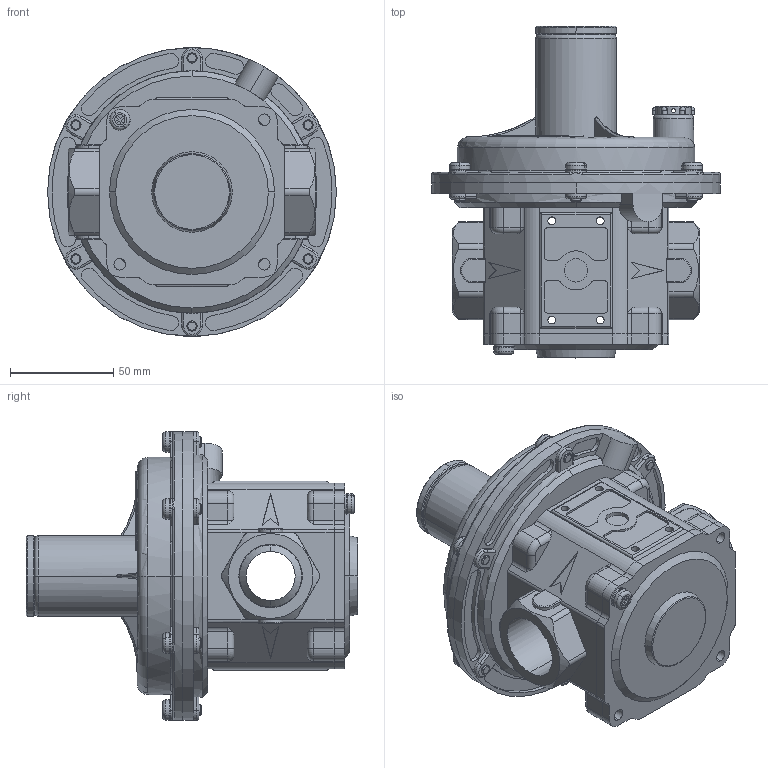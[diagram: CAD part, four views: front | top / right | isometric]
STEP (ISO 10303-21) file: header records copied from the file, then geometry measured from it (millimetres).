
FILE_DESCRIPTION (( 'STEP AP203' ), '1' );
FILE_NAME ('RL25.STEP', '2023-09-25T10:22:08', ( '' ), ( '' ), 'SwSTEP 2.0', 'SolidWorks 2018', '' );
FILE_SCHEMA (( 'CONFIG_CONTROL_DESIGN' ));
Length unit declared in the file: millimetre
Products named in the file (1): RL25
Bounding box: 140 x 160.9 x 140 mm (x, y, z)
Surface area: 102796.8 mm2 (no closed solid volume)
Topology: 0 solids, 25 shells, 863 faces, 2608 edges, 1756 vertices
Faces by surface type: cylinder 380, plane 330, torus 86, cone 43, bspline 13, sphere 11
Entity records: 31841 total; most frequent: CARTESIAN_POINT 8400, DIRECTION 5045, ORIENTED_EDGE 4565, EDGE_CURVE 2594, AXIS2_PLACEMENT_3D 1868, VERTEX_POINT 1751, LINE 1309, VECTOR 1309
